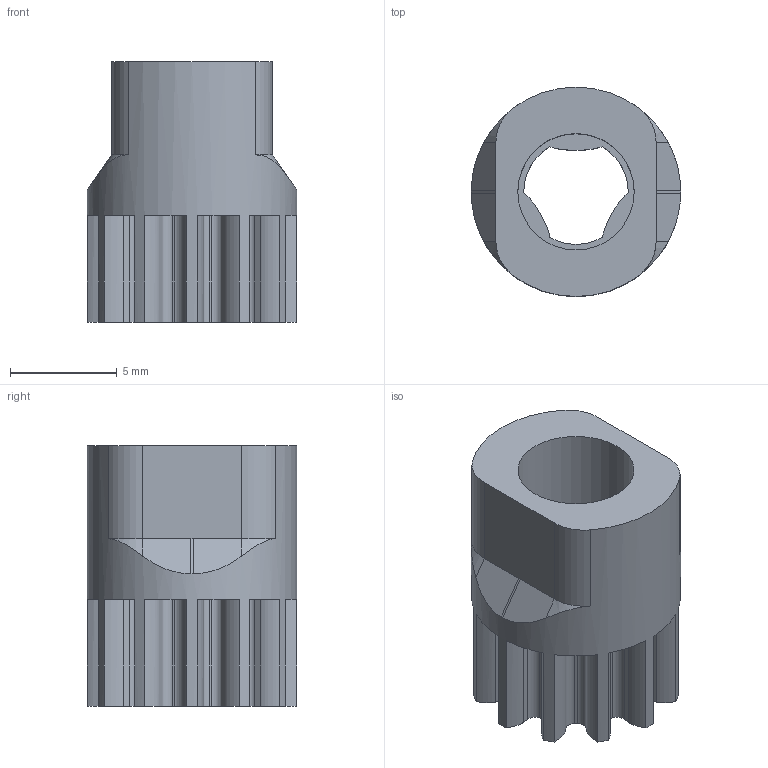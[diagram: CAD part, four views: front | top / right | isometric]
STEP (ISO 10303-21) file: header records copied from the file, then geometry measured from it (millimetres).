
FILE_DESCRIPTION(/* description */ (''),/* implementation_level */ '2;1');
FILE_NAME(/* name */ 'c2ac1346-c741-4113-9fab-7cb165bca7cc.stp',/* time_stamp */ '2025-07-22T19:55:35Z',/* author */ (''),/* organization */ (''),/* preprocessor_version */ 'ST-DEVELOPER v20.1',/* originating_system */ 'Autodesk Translation Framework v14.10.0.0',/* authorisation */ '');
FILE_SCHEMA (('AUTOMOTIVE_DESIGN { 1 0 10303 214 3 1 1 }'));
Length unit declared in the file: millimetre
Products named in the file (2): pignon 12t 0.7m; Spur Gear (12 teeth)
Assembly tree (1 placements, depth 2):
  pignon 12t 0.7m
    Spur Gear (12 teeth)
Bounding box: 9.8 x 9.8 x 12.2 mm (x, y, z)
Volume: 506.6 mm3; surface area: 789 mm2
Topology: 1 solids, 1 shells, 123 faces, 355 edges, 235 vertices
Faces by surface type: cylinder 45, plane 43, bspline 31, cone 4
Full cylindrical faces by diameter (mm): 5.45 x1, 9.8 x1
Entity records: 11130 total; most frequent: CARTESIAN_POINT 8010, ORIENTED_EDGE 710, DIRECTION 604, EDGE_CURVE 355, VERTEX_POINT 235, AXIS2_PLACEMENT_3D 215, LINE 174, VECTOR 174
